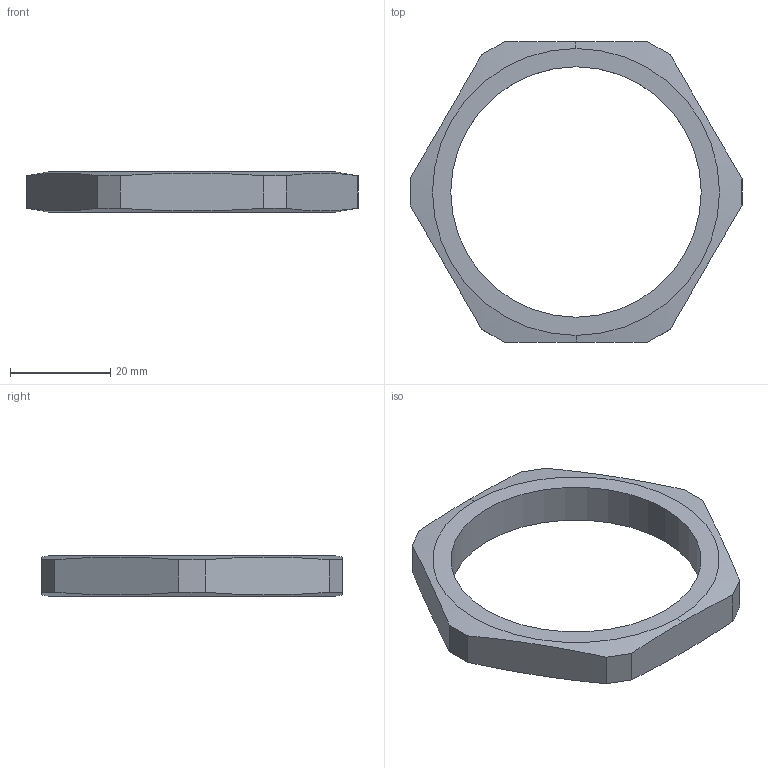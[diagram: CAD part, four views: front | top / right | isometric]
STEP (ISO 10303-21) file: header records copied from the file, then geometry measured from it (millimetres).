
FILE_DESCRIPTION (( 'STEP AP203' ), '1' );
FILE_NAME ('565250.step', '2022-03-30T19:24:19', ( '' ), ( '' ), 'SwSTEP 2.0', 'SolidWorks 2021', '' );
FILE_SCHEMA (( 'CONFIG_CONTROL_DESIGN' ));
Length unit declared in the file: inch
Products named in the file (1): 565250
Bounding box: 66.28 x 60 x 8 mm (x, y, z)
Volume: 8761.5 mm3; surface area: 4968.5 mm2
Topology: 1 solids, 1 shells, 20 faces, 54 edges, 36 vertices
Faces by surface type: plane 14, cone 4, cylinder 2
Entity records: 793 total; most frequent: CARTESIAN_POINT 251, ORIENTED_EDGE 108, DIRECTION 76, EDGE_CURVE 54, VERTEX_POINT 36, AXIS2_PLACEMENT_3D 29, B_SPLINE_CURVE_WITH_KNOTS 28, EDGE_LOOP 22
